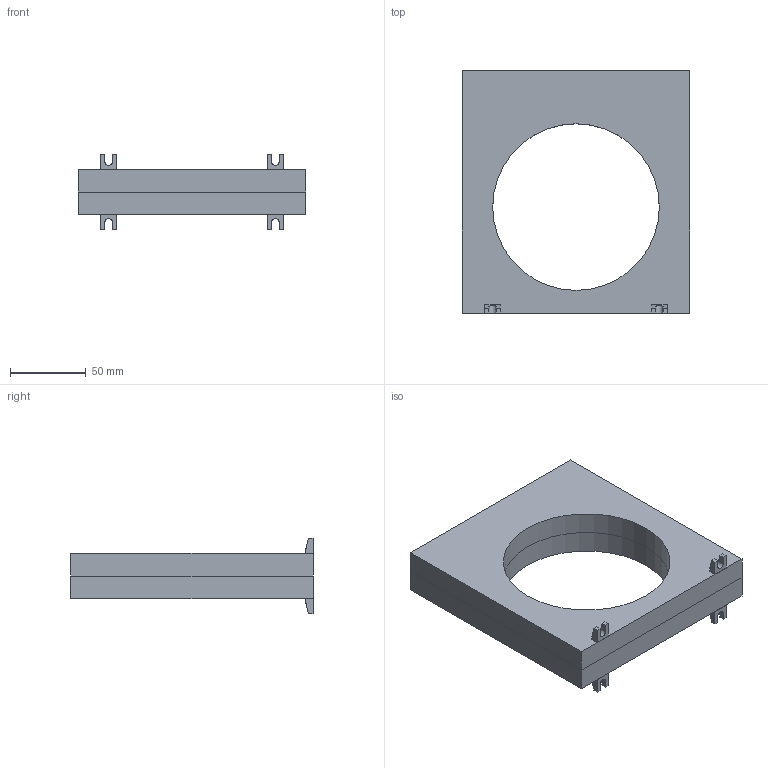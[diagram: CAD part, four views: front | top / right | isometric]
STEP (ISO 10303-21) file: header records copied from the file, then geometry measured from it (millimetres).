
FILE_DESCRIPTION((''),'2;1');
FILE_NAME('3d_31RT110.stp','2012-10-03T09:43:25',(''),(''),'Mechanical Desktop 2011','Mechanical Desktop 2011',', , ');
FILE_SCHEMA(('CONFIG_CONTROL_DESIGN'));
Length unit declared in the file: millimetre
Products named in the file (1): Product
Bounding box: 150 x 160 x 50 mm (x, y, z)
Volume: 436159.6 mm3; surface area: 88464.1 mm2
Topology: 6 solids, 6 shells, 56 faces, 132 edges, 88 vertices
Faces by surface type: bspline 30, plane 20, cylinder 6
Entity records: 1711 total; most frequent: CARTESIAN_POINT 395, ORIENTED_EDGE 264, DIRECTION 202, EDGE_CURVE 132, VECTOR 116, LINE 116, VERTEX_POINT 88, EDGE_LOOP 60
